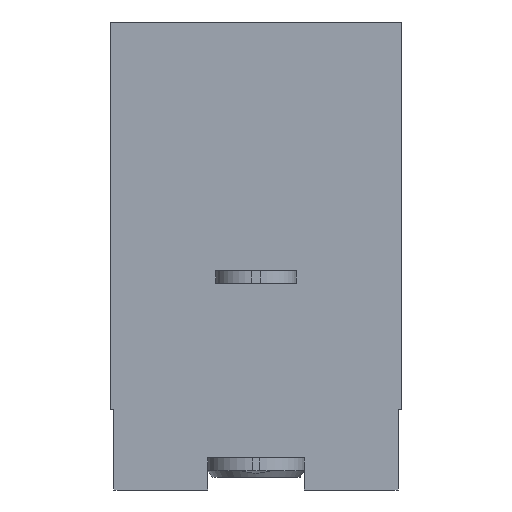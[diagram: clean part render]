
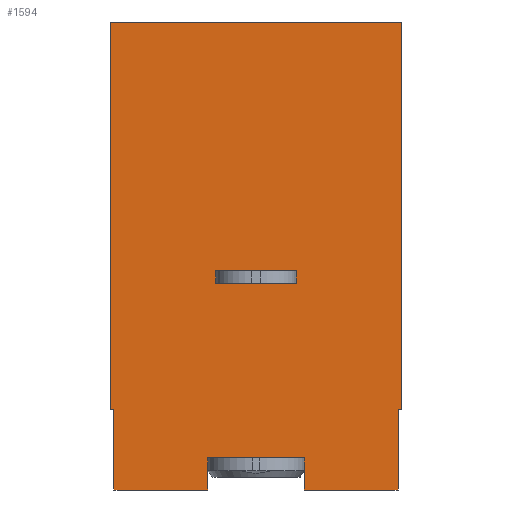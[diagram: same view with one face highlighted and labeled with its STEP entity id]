
A CAD part, front view. The second image highlights one B-rep face of the part: STEP entity #1594.
In plain terms, the highlighted planar face has unit normal (0, -1, 0).
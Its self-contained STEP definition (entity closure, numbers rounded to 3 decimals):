
#16 = VERTEX_POINT ( 'NONE', #2172 ) ;
#31 = VERTEX_POINT ( 'NONE', #1937 ) ;
#39 = DIRECTION ( 'NONE',  ( -1., 0., 0. ) ) ;
#67 = EDGE_CURVE ( 'NONE', #1309, #1889, #1862, .T. ) ;
#81 = CARTESIAN_POINT ( 'NONE',  ( 0., 0., 0. ) ) ;
#82 = VECTOR ( 'NONE', #597, 1000. ) ;
#111 = CARTESIAN_POINT ( 'NONE',  ( 3.25, 0., -7.7 ) ) ;
#112 = CARTESIAN_POINT ( 'NONE',  ( 5.75, 0., -8.1 ) ) ;
#132 = VERTEX_POINT ( 'NONE', #874 ) ;
#149 = CARTESIAN_POINT ( 'NONE',  ( 6., 0., -14.5 ) ) ;
#176 = LINE ( 'NONE', #1648, #428 ) ;
#188 = FACE_OUTER_BOUND ( 'NONE', #1901, .T. ) ;
#209 = CARTESIAN_POINT ( 'NONE',  ( 2.998, 0., -13.9 ) ) ;
#213 = LINE ( 'NONE', #632, #2369 ) ;
#217 = DIRECTION ( 'NONE',  ( 0., 0., 1. ) ) ;
#220 = DIRECTION ( 'NONE',  ( 0., 0., 1. ) ) ;
#227 = ORIENTED_EDGE ( 'NONE', *, *, #1421, .T. ) ;
#252 = ORIENTED_EDGE ( 'NONE', *, *, #1765, .F. ) ;
#263 = CARTESIAN_POINT ( 'NONE',  ( 9., 0., 0. ) ) ;
#296 = EDGE_CURVE ( 'NONE', #1514, #132, #1982, .T. ) ;
#312 = VECTOR ( 'NONE', #1839, 1000. ) ;
#318 = VERTEX_POINT ( 'NONE', #657 ) ;
#342 = ORIENTED_EDGE ( 'NONE', *, *, #984, .T. ) ;
#343 = CARTESIAN_POINT ( 'NONE',  ( 0., 0., 0. ) ) ;
#372 = LINE ( 'NONE', #537, #809 ) ;
#421 = LINE ( 'NONE', #2523, #1579 ) ;
#428 = VECTOR ( 'NONE', #2285, 1000. ) ;
#456 = VECTOR ( 'NONE', #866, 1000. ) ;
#498 = CARTESIAN_POINT ( 'NONE',  ( 9., 0., 0. ) ) ;
#501 = CARTESIAN_POINT ( 'NONE',  ( 0.1, 0., -14.5 ) ) ;
#513 = LINE ( 'NONE', #1731, #2183 ) ;
#524 = VERTEX_POINT ( 'NONE', #263 ) ;
#537 = CARTESIAN_POINT ( 'NONE',  ( 0.1, 0., -12. ) ) ;
#550 = VERTEX_POINT ( 'NONE', #2258 ) ;
#563 = VECTOR ( 'NONE', #2625, 1000. ) ;
#597 = DIRECTION ( 'NONE',  ( -1., 0., 0. ) ) ;
#606 = VERTEX_POINT ( 'NONE', #343 ) ;
#632 = CARTESIAN_POINT ( 'NONE',  ( 8.9, 0., -14.5 ) ) ;
#635 = LINE ( 'NONE', #2756, #82 ) ;
#657 = CARTESIAN_POINT ( 'NONE',  ( 2.998, 0., -13.5 ) ) ;
#679 = LINE ( 'NONE', #81, #1200 ) ;
#735 = LINE ( 'NONE', #2573, #456 ) ;
#757 = CARTESIAN_POINT ( 'NONE',  ( 0., 0., -12. ) ) ;
#759 = ORIENTED_EDGE ( 'NONE', *, *, #1159, .F. ) ;
#779 = VERTEX_POINT ( 'NONE', #1567 ) ;
#798 = AXIS2_PLACEMENT_3D ( 'NONE', #2366, #2344, #217 ) ;
#809 = VECTOR ( 'NONE', #2473, 1000. ) ;
#813 = ORIENTED_EDGE ( 'NONE', *, *, #2363, .F. ) ;
#858 = DIRECTION ( 'NONE',  ( -1., 0., 0. ) ) ;
#864 = VERTEX_POINT ( 'NONE', #1814 ) ;
#866 = DIRECTION ( 'NONE',  ( 0., 0., 1. ) ) ;
#874 = CARTESIAN_POINT ( 'NONE',  ( 5.75, 0., -7.7 ) ) ;
#893 = VECTOR ( 'NONE', #2628, 1000. ) ;
#932 = ORIENTED_EDGE ( 'NONE', *, *, #2526, .T. ) ;
#937 = EDGE_CURVE ( 'NONE', #1616, #1061, #421, .T. ) ;
#974 = CARTESIAN_POINT ( 'NONE',  ( 8.9, 0., -12. ) ) ;
#984 = EDGE_CURVE ( 'NONE', #779, #864, #1092, .T. ) ;
#996 = VERTEX_POINT ( 'NONE', #757 ) ;
#1010 = CARTESIAN_POINT ( 'NONE',  ( 0.1, 0., -12. ) ) ;
#1015 = EDGE_CURVE ( 'NONE', #318, #1616, #1242, .T. ) ;
#1025 = ORIENTED_EDGE ( 'NONE', *, *, #2350, .T. ) ;
#1035 = ORIENTED_EDGE ( 'NONE', *, *, #1015, .F. ) ;
#1061 = VERTEX_POINT ( 'NONE', #1666 ) ;
#1075 = CARTESIAN_POINT ( 'NONE',  ( 9., 0., 0. ) ) ;
#1078 = LINE ( 'NONE', #498, #563 ) ;
#1084 = ORIENTED_EDGE ( 'NONE', *, *, #1884, .F. ) ;
#1092 = LINE ( 'NONE', #974, #2695 ) ;
#1158 = CARTESIAN_POINT ( 'NONE',  ( 8.9, 0., -14.5 ) ) ;
#1159 = EDGE_CURVE ( 'NONE', #2148, #1309, #513, .T. ) ;
#1200 = VECTOR ( 'NONE', #2216, 1000. ) ;
#1242 = LINE ( 'NONE', #2684, #2282 ) ;
#1254 = CARTESIAN_POINT ( 'NONE',  ( 6., 0., -13.5 ) ) ;
#1259 = LINE ( 'NONE', #501, #1939 ) ;
#1273 = ORIENTED_EDGE ( 'NONE', *, *, #1711, .F. ) ;
#1289 = LINE ( 'NONE', #1075, #2265 ) ;
#1299 = VECTOR ( 'NONE', #858, 1000. ) ;
#1309 = VERTEX_POINT ( 'NONE', #1534 ) ;
#1338 = ORIENTED_EDGE ( 'NONE', *, *, #1557, .F. ) ;
#1391 = DIRECTION ( 'NONE',  ( 1., 0., 0. ) ) ;
#1421 = EDGE_CURVE ( 'NONE', #606, #996, #679, .T. ) ;
#1442 = ORIENTED_EDGE ( 'NONE', *, *, #2789, .F. ) ;
#1481 = ORIENTED_EDGE ( 'NONE', *, *, #1512, .F. ) ;
#1492 = CARTESIAN_POINT ( 'NONE',  ( 6., 0., 0. ) ) ;
#1512 = EDGE_CURVE ( 'NONE', #31, #16, #1530, .T. ) ;
#1514 = VERTEX_POINT ( 'NONE', #112 ) ;
#1530 = LINE ( 'NONE', #2045, #312 ) ;
#1534 = CARTESIAN_POINT ( 'NONE',  ( 6., 0., -13.9 ) ) ;
#1557 = EDGE_CURVE ( 'NONE', #1889, #318, #2144, .T. ) ;
#1567 = CARTESIAN_POINT ( 'NONE',  ( 8.9, 0., -12. ) ) ;
#1579 = VECTOR ( 'NONE', #2022, 1000. ) ;
#1594 = ADVANCED_FACE ( 'NONE', ( #188, #2412 ), #2626, .F. ) ;
#1610 = DIRECTION ( 'NONE',  ( 0., 0., -1. ) ) ;
#1616 = VERTEX_POINT ( 'NONE', #209 ) ;
#1648 = CARTESIAN_POINT ( 'NONE',  ( 3.25, 0., -7.7 ) ) ;
#1666 = CARTESIAN_POINT ( 'NONE',  ( 3., 0., -13.9 ) ) ;
#1711 = EDGE_CURVE ( 'NONE', #16, #2081, #1259, .T. ) ;
#1731 = CARTESIAN_POINT ( 'NONE',  ( 6., 0., -14.5 ) ) ;
#1733 = CARTESIAN_POINT ( 'NONE',  ( 5.75, 0., -7.7 ) ) ;
#1765 = EDGE_CURVE ( 'NONE', #2081, #996, #372, .T. ) ;
#1787 = ORIENTED_EDGE ( 'NONE', *, *, #296, .F. ) ;
#1795 = VERTEX_POINT ( 'NONE', #111 ) ;
#1814 = CARTESIAN_POINT ( 'NONE',  ( 9., 0., -12. ) ) ;
#1824 = ORIENTED_EDGE ( 'NONE', *, *, #67, .F. ) ;
#1829 = DIRECTION ( 'NONE',  ( 0., 0., 1. ) ) ;
#1839 = DIRECTION ( 'NONE',  ( -1., 0., 0. ) ) ;
#1862 = LINE ( 'NONE', #1492, #2279 ) ;
#1884 = EDGE_CURVE ( 'NONE', #132, #1795, #635, .T. ) ;
#1889 = VERTEX_POINT ( 'NONE', #1254 ) ;
#1901 = EDGE_LOOP ( 'NONE', ( #2427, #1035, #1338, #1824, #759, #1442, #813, #342, #1929, #1025, #227, #252, #1273, #1481, #932 ) ) ;
#1929 = ORIENTED_EDGE ( 'NONE', *, *, #2568, .F. ) ;
#1937 = CARTESIAN_POINT ( 'NONE',  ( 3., 0., -14.5 ) ) ;
#1939 = VECTOR ( 'NONE', #1829, 1000. ) ;
#1942 = DIRECTION ( 'NONE',  ( 0., 0., 1. ) ) ;
#1943 = EDGE_CURVE ( 'NONE', #550, #1514, #2675, .T. ) ;
#1982 = LINE ( 'NONE', #1733, #893 ) ;
#2022 = DIRECTION ( 'NONE',  ( 1., 0., 0. ) ) ;
#2045 = CARTESIAN_POINT ( 'NONE',  ( 0.1, 0., -14.5 ) ) ;
#2081 = VERTEX_POINT ( 'NONE', #1010 ) ;
#2092 = DIRECTION ( 'NONE',  ( 1., 0., 0. ) ) ;
#2097 = VECTOR ( 'NONE', #2092, 1000. ) ;
#2133 = CARTESIAN_POINT ( 'NONE',  ( 8.9, 0., -13.5 ) ) ;
#2144 = LINE ( 'NONE', #2133, #1299 ) ;
#2148 = VERTEX_POINT ( 'NONE', #149 ) ;
#2160 = DIRECTION ( 'NONE',  ( 0., 0., -1. ) ) ;
#2167 = VECTOR ( 'NONE', #2275, 1000. ) ;
#2172 = CARTESIAN_POINT ( 'NONE',  ( 0.1, 0., -14.5 ) ) ;
#2183 = VECTOR ( 'NONE', #220, 1000. ) ;
#2216 = DIRECTION ( 'NONE',  ( 0., 0., -1. ) ) ;
#2258 = CARTESIAN_POINT ( 'NONE',  ( 3.25, 0., -8.1 ) ) ;
#2265 = VECTOR ( 'NONE', #39, 1000. ) ;
#2272 = ORIENTED_EDGE ( 'NONE', *, *, #1943, .F. ) ;
#2275 = DIRECTION ( 'NONE',  ( -1., 0., 0. ) ) ;
#2279 = VECTOR ( 'NONE', #1942, 1000. ) ;
#2282 = VECTOR ( 'NONE', #1610, 1000. ) ;
#2285 = DIRECTION ( 'NONE',  ( 0., 0., -1. ) ) ;
#2344 = DIRECTION ( 'NONE',  ( 0., 1., 0. ) ) ;
#2350 = EDGE_CURVE ( 'NONE', #524, #606, #1289, .T. ) ;
#2363 = EDGE_CURVE ( 'NONE', #779, #2795, #213, .T. ) ;
#2366 = CARTESIAN_POINT ( 'NONE',  ( 9., 0., 0. ) ) ;
#2369 = VECTOR ( 'NONE', #2160, 1000. ) ;
#2412 = FACE_BOUND ( 'NONE', #2719, .T. ) ;
#2427 = ORIENTED_EDGE ( 'NONE', *, *, #937, .F. ) ;
#2473 = DIRECTION ( 'NONE',  ( -1., 0., 0. ) ) ;
#2480 = CARTESIAN_POINT ( 'NONE',  ( 8.9, 0., -14.5 ) ) ;
#2495 = LINE ( 'NONE', #2480, #2167 ) ;
#2523 = CARTESIAN_POINT ( 'NONE',  ( 9., 0., -13.9 ) ) ;
#2525 = CARTESIAN_POINT ( 'NONE',  ( 3.25, 0., -8.1 ) ) ;
#2526 = EDGE_CURVE ( 'NONE', #31, #1061, #735, .T. ) ;
#2543 = ORIENTED_EDGE ( 'NONE', *, *, #2790, .F. ) ;
#2568 = EDGE_CURVE ( 'NONE', #524, #864, #1078, .T. ) ;
#2573 = CARTESIAN_POINT ( 'NONE',  ( 3., 0., -14.5 ) ) ;
#2625 = DIRECTION ( 'NONE',  ( 0., 0., -1. ) ) ;
#2626 = PLANE ( 'NONE',  #798 ) ;
#2628 = DIRECTION ( 'NONE',  ( 0., 0., 1. ) ) ;
#2675 = LINE ( 'NONE', #2525, #2097 ) ;
#2684 = CARTESIAN_POINT ( 'NONE',  ( 2.998, 0., 0. ) ) ;
#2695 = VECTOR ( 'NONE', #1391, 1000. ) ;
#2719 = EDGE_LOOP ( 'NONE', ( #2543, #1084, #1787, #2272 ) ) ;
#2756 = CARTESIAN_POINT ( 'NONE',  ( 3.25, 0., -7.7 ) ) ;
#2789 = EDGE_CURVE ( 'NONE', #2795, #2148, #2495, .T. ) ;
#2790 = EDGE_CURVE ( 'NONE', #1795, #550, #176, .T. ) ;
#2795 = VERTEX_POINT ( 'NONE', #1158 ) ;
